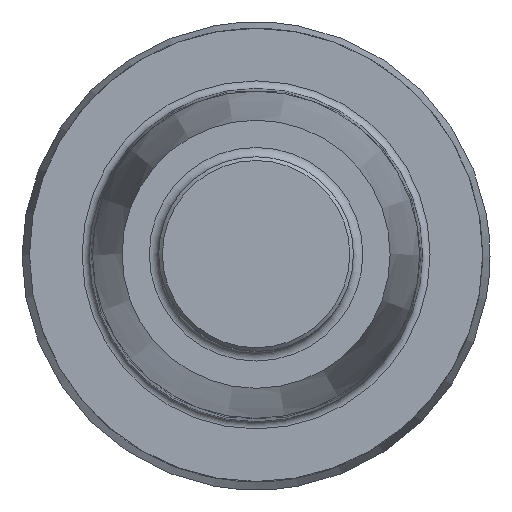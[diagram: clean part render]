
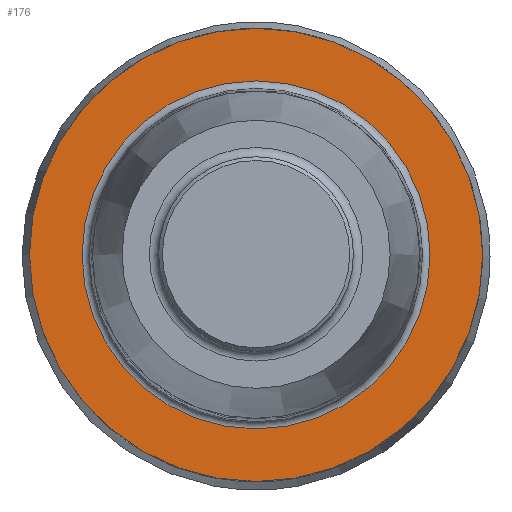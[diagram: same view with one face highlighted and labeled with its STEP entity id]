
A CAD part, top view. The second image highlights one B-rep face of the part: STEP entity #176.
In plain terms, the highlighted planar face has unit normal (0, 0, 1).
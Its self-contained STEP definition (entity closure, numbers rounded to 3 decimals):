
#139=PLANE('',#633);
#176=ADVANCED_FACE('',(#226,#227),#139,.F.);
#226=FACE_BOUND('',#268,.T.);
#227=FACE_BOUND('',#269,.T.);
#268=EDGE_LOOP('',(#334));
#269=EDGE_LOOP('',(#335));
#334=ORIENTED_EDGE('',*,*,#452,.T.);
#335=ORIENTED_EDGE('',*,*,#451,.F.);
#414=VERTEX_POINT('',#1031);
#415=VERTEX_POINT('',#1034);
#451=EDGE_CURVE('',#414,#414,#483,.T.);
#452=EDGE_CURVE('',#415,#415,#484,.T.);
#483=CIRCLE('',#630,12.1);
#484=CIRCLE('',#632,9.292);
#630=AXIS2_PLACEMENT_3D('',#1030,#737,#738);
#632=AXIS2_PLACEMENT_3D('',#1033,#741,#742);
#633=AXIS2_PLACEMENT_3D('',#1035,#743,#744);
#737=DIRECTION('',(0.,0.,-1.));
#738=DIRECTION('',(-1.,0.,0.));
#741=DIRECTION('',(0.,0.,-1.));
#742=DIRECTION('',(-1.,0.,0.));
#743=DIRECTION('',(0.,0.,-1.));
#744=DIRECTION('',(-1.,0.,0.));
#1030=CARTESIAN_POINT('',(0.,0.,0.));
#1031=CARTESIAN_POINT('',(-12.1,0.,0.));
#1033=CARTESIAN_POINT('',(0.,0.,0.));
#1034=CARTESIAN_POINT('',(-9.292,0.,0.));
#1035=CARTESIAN_POINT('',(-8.907,0.,0.));
